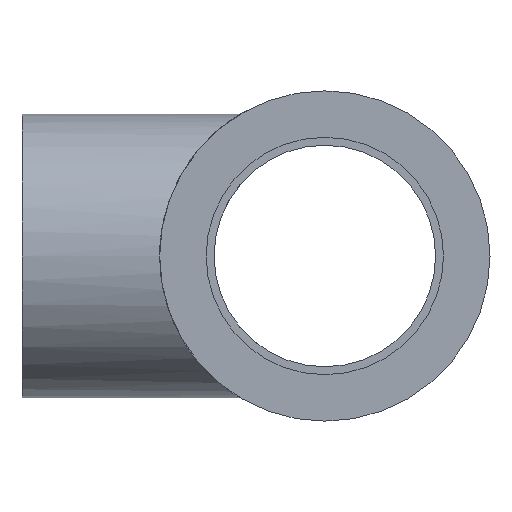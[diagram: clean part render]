
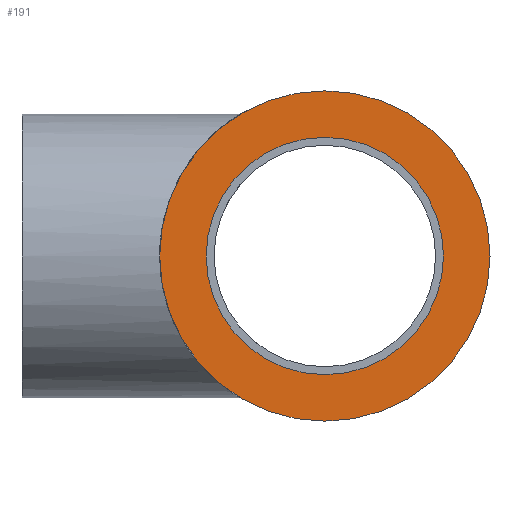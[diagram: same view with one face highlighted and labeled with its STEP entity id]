
A CAD part, left-side view. The second image highlights one B-rep face of the part: STEP entity #191.
In plain terms, the highlighted planar face has unit normal (-1, 0, 0).
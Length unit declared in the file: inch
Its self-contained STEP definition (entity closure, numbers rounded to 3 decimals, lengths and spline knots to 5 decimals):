
#22 = CARTESIAN_POINT ( 'NONE',  ( -1.98819, 0., -0.68504 ) ) ;
#35 = EDGE_LOOP ( 'NONE', ( #478 ) ) ;
#43 = VERTEX_POINT ( 'NONE', #490 ) ;
#45 = CIRCLE ( 'NONE', #175, 0.49213 ) ;
#67 = DIRECTION ( 'NONE',  ( 0., 0., -1. ) ) ;
#70 = DIRECTION ( 'NONE',  ( -1., 0., 0. ) ) ;
#71 = CARTESIAN_POINT ( 'NONE',  ( -1.98819, 0., 0. ) ) ;
#121 = CARTESIAN_POINT ( 'NONE',  ( -1.98819, 0., 0. ) ) ;
#131 = AXIS2_PLACEMENT_3D ( 'NONE', #227, #215, #248 ) ;
#175 = AXIS2_PLACEMENT_3D ( 'NONE', #71, #70, #67 ) ;
#191 = ADVANCED_FACE ( 'NONE', ( #313, #560 ), #233, .F. ) ;
#215 = DIRECTION ( 'NONE',  ( 1., 0., 0. ) ) ;
#227 = CARTESIAN_POINT ( 'NONE',  ( -1.98819, 0., 0. ) ) ;
#233 = PLANE ( 'NONE',  #131 ) ;
#241 = DIRECTION ( 'NONE',  ( 0., 0., -1. ) ) ;
#248 = DIRECTION ( 'NONE',  ( 0., 0., -1. ) ) ;
#258 = VERTEX_POINT ( 'NONE', #22 ) ;
#313 = FACE_OUTER_BOUND ( 'NONE', #510, .T. ) ;
#316 = ORIENTED_EDGE ( 'NONE', *, *, #477, .F. ) ;
#392 = CIRCLE ( 'NONE', #399, 0.68504 ) ;
#399 = AXIS2_PLACEMENT_3D ( 'NONE', #121, #483, #241 ) ;
#428 = EDGE_CURVE ( 'NONE', #43, #43, #45, .T. ) ;
#477 = EDGE_CURVE ( 'NONE', #258, #258, #392, .T. ) ;
#478 = ORIENTED_EDGE ( 'NONE', *, *, #428, .F. ) ;
#483 = DIRECTION ( 'NONE',  ( 1., 0., 0. ) ) ;
#490 = CARTESIAN_POINT ( 'NONE',  ( -1.98819, 0., -0.49213 ) ) ;
#510 = EDGE_LOOP ( 'NONE', ( #316 ) ) ;
#560 = FACE_BOUND ( 'NONE', #35, .T. ) ;
